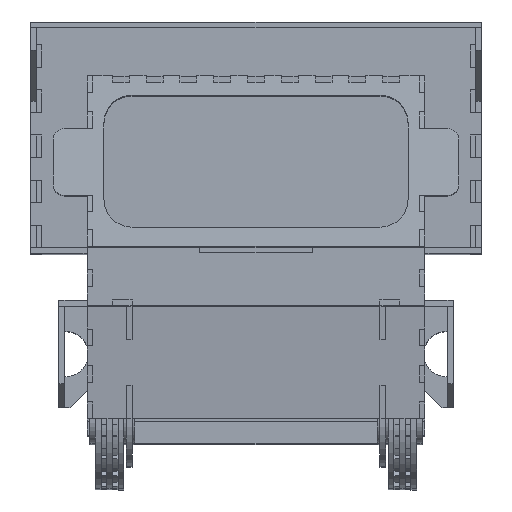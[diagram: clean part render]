
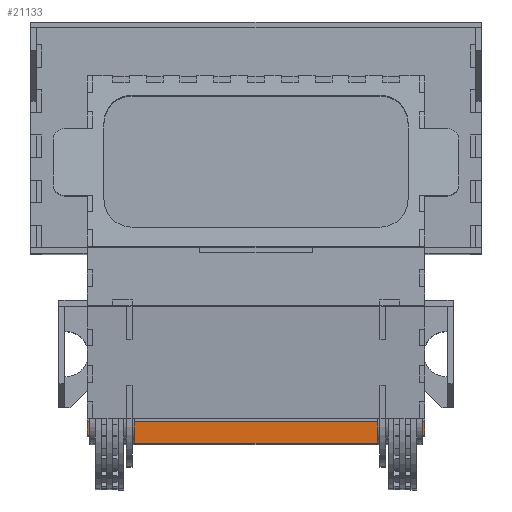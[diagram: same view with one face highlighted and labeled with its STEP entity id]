
A CAD part, top view. The second image highlights one B-rep face of the part: STEP entity #21133.
In plain terms, the highlighted planar face has unit normal (0, 0, 1).
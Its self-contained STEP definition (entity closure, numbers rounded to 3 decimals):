
#641 = DIRECTION ( 'NONE',  ( 0., 0., 1. ) ) ;
#1254 = DIRECTION ( 'NONE',  ( 0., 1., 0. ) ) ;
#3330 = CARTESIAN_POINT ( 'NONE',  ( 43., -8.944, 2. ) ) ;
#3612 = VERTEX_POINT ( 'NONE', #48759 ) ;
#3810 = EDGE_CURVE ( 'NONE', #42344, #13332, #49116, .T. ) ;
#3860 = ORIENTED_EDGE ( 'NONE', *, *, #35789, .T. ) ;
#3988 = EDGE_CURVE ( 'NONE', #17088, #33030, #56989, .T. ) ;
#4238 = DIRECTION ( 'NONE',  ( 0., -1., 0. ) ) ;
#5971 = CARTESIAN_POINT ( 'NONE',  ( 0., 0., 2. ) ) ;
#8952 = CARTESIAN_POINT ( 'NONE',  ( 43., 5.916, 2. ) ) ;
#9089 = CARTESIAN_POINT ( 'NONE',  ( 43., -5.916, 2. ) ) ;
#9268 = VECTOR ( 'NONE', #27385, 1000. ) ;
#9523 = VECTOR ( 'NONE', #58707, 1000. ) ;
#9753 = VECTOR ( 'NONE', #18621, 1000. ) ;
#10310 = EDGE_CURVE ( 'NONE', #57500, #17088, #53190, .T. ) ;
#10320 = CARTESIAN_POINT ( 'NONE',  ( 60., -5.916, 2. ) ) ;
#11274 = DIRECTION ( 'NONE',  ( -1., 0., 0. ) ) ;
#11715 = VECTOR ( 'NONE', #12141, 1000. ) ;
#12141 = DIRECTION ( 'NONE',  ( -1., 0., 0. ) ) ;
#13332 = VERTEX_POINT ( 'NONE', #48672 ) ;
#13801 = CARTESIAN_POINT ( 'NONE',  ( -43., -5.916, 2. ) ) ;
#15785 = VERTEX_POINT ( 'NONE', #23721 ) ;
#16494 = LINE ( 'NONE', #10320, #34804 ) ;
#16611 = VERTEX_POINT ( 'NONE', #18037 ) ;
#16916 = LINE ( 'NONE', #58519, #9523 ) ;
#17088 = VERTEX_POINT ( 'NONE', #49348 ) ;
#17371 = ORIENTED_EDGE ( 'NONE', *, *, #3810, .T. ) ;
#17960 = CARTESIAN_POINT ( 'NONE',  ( -43., 8.944, 2. ) ) ;
#18037 = CARTESIAN_POINT ( 'NONE',  ( 43., 8.944, 2. ) ) ;
#18621 = DIRECTION ( 'NONE',  ( 0., 1., 0. ) ) ;
#19565 = PLANE ( 'NONE',  #42806 ) ;
#21133 = ADVANCED_FACE ( 'NONE', ( #26164 ), #19565, .T. ) ;
#21159 = ORIENTED_EDGE ( 'NONE', *, *, #38437, .T. ) ;
#22983 = ORIENTED_EDGE ( 'NONE', *, *, #32072, .T. ) ;
#23471 = VECTOR ( 'NONE', #46822, 1000. ) ;
#23721 = CARTESIAN_POINT ( 'NONE',  ( 60., 5.916, 2. ) ) ;
#25177 = CARTESIAN_POINT ( 'NONE',  ( -43., -8.944, 2. ) ) ;
#26164 = FACE_OUTER_BOUND ( 'NONE', #31079, .T. ) ;
#27385 = DIRECTION ( 'NONE',  ( 0., -1., 0. ) ) ;
#28669 = VECTOR ( 'NONE', #4238, 1000. ) ;
#31079 = EDGE_LOOP ( 'NONE', ( #37161, #3860, #33310, #21159, #43874, #34348, #57462, #17371, #35745, #22983, #44777, #38997 ) ) ;
#32072 = EDGE_CURVE ( 'NONE', #41942, #15785, #16494, .T. ) ;
#32670 = DIRECTION ( 'NONE',  ( 0., -1., 0. ) ) ;
#33030 = VERTEX_POINT ( 'NONE', #39549 ) ;
#33310 = ORIENTED_EDGE ( 'NONE', *, *, #45366, .T. ) ;
#34348 = ORIENTED_EDGE ( 'NONE', *, *, #3988, .T. ) ;
#34804 = VECTOR ( 'NONE', #1254, 1000. ) ;
#34805 = CARTESIAN_POINT ( 'NONE',  ( 43., 8.944, 2. ) ) ;
#35102 = VERTEX_POINT ( 'NONE', #40951 ) ;
#35667 = LINE ( 'NONE', #41281, #9268 ) ;
#35745 = ORIENTED_EDGE ( 'NONE', *, *, #57824, .T. ) ;
#35789 = EDGE_CURVE ( 'NONE', #49611, #3612, #35667, .T. ) ;
#36868 = LINE ( 'NONE', #8952, #9753 ) ;
#37161 = ORIENTED_EDGE ( 'NONE', *, *, #40943, .T. ) ;
#37922 = LINE ( 'NONE', #34805, #43826 ) ;
#38437 = EDGE_CURVE ( 'NONE', #35102, #57500, #52103, .T. ) ;
#38997 = ORIENTED_EDGE ( 'NONE', *, *, #53504, .T. ) ;
#39549 = CARTESIAN_POINT ( 'NONE',  ( -43., -8.944, 2. ) ) ;
#40205 = CARTESIAN_POINT ( 'NONE',  ( 60., 5.916, 2. ) ) ;
#40943 = EDGE_CURVE ( 'NONE', #16611, #49611, #37922, .T. ) ;
#40951 = CARTESIAN_POINT ( 'NONE',  ( -60., 5.916, 2. ) ) ;
#41062 = LINE ( 'NONE', #25177, #45494 ) ;
#41281 = CARTESIAN_POINT ( 'NONE',  ( -43., 8.944, 2. ) ) ;
#41942 = VERTEX_POINT ( 'NONE', #53958 ) ;
#42344 = VERTEX_POINT ( 'NONE', #56750 ) ;
#42806 = AXIS2_PLACEMENT_3D ( 'NONE', #5971, #641, #52946 ) ;
#42811 = DIRECTION ( 'NONE',  ( 1., 0., 0. ) ) ;
#43644 = CARTESIAN_POINT ( 'NONE',  ( -60., -5.916, 2. ) ) ;
#43820 = DIRECTION ( 'NONE',  ( 1., 0., 0. ) ) ;
#43826 = VECTOR ( 'NONE', #11274, 1000. ) ;
#43874 = ORIENTED_EDGE ( 'NONE', *, *, #10310, .T. ) ;
#44777 = ORIENTED_EDGE ( 'NONE', *, *, #50230, .T. ) ;
#45265 = EDGE_CURVE ( 'NONE', #33030, #42344, #41062, .T. ) ;
#45366 = EDGE_CURVE ( 'NONE', #3612, #35102, #16916, .T. ) ;
#45494 = VECTOR ( 'NONE', #43820, 1000. ) ;
#46432 = CARTESIAN_POINT ( 'NONE',  ( 43., 5.916, 2. ) ) ;
#46822 = DIRECTION ( 'NONE',  ( 1., 0., 0. ) ) ;
#48108 = VECTOR ( 'NONE', #42811, 1000. ) ;
#48672 = CARTESIAN_POINT ( 'NONE',  ( 43., -5.916, 2. ) ) ;
#48759 = CARTESIAN_POINT ( 'NONE',  ( -43., 5.916, 2. ) ) ;
#49116 = LINE ( 'NONE', #3330, #58554 ) ;
#49348 = CARTESIAN_POINT ( 'NONE',  ( -43., -5.916, 2. ) ) ;
#49611 = VERTEX_POINT ( 'NONE', #17960 ) ;
#50230 = EDGE_CURVE ( 'NONE', #15785, #52202, #60767, .T. ) ;
#50537 = DIRECTION ( 'NONE',  ( 0., 1., 0. ) ) ;
#52103 = LINE ( 'NONE', #60584, #28669 ) ;
#52202 = VERTEX_POINT ( 'NONE', #46432 ) ;
#52946 = DIRECTION ( 'NONE',  ( 1., 0., 0. ) ) ;
#53190 = LINE ( 'NONE', #56514, #48108 ) ;
#53504 = EDGE_CURVE ( 'NONE', #52202, #16611, #36868, .T. ) ;
#53548 = LINE ( 'NONE', #9089, #23471 ) ;
#53958 = CARTESIAN_POINT ( 'NONE',  ( 60., -5.916, 2. ) ) ;
#54777 = VECTOR ( 'NONE', #32670, 1000. ) ;
#56514 = CARTESIAN_POINT ( 'NONE',  ( -60., -5.916, 2. ) ) ;
#56750 = CARTESIAN_POINT ( 'NONE',  ( 43., -8.944, 2. ) ) ;
#56989 = LINE ( 'NONE', #13801, #54777 ) ;
#57462 = ORIENTED_EDGE ( 'NONE', *, *, #45265, .T. ) ;
#57500 = VERTEX_POINT ( 'NONE', #43644 ) ;
#57824 = EDGE_CURVE ( 'NONE', #13332, #41942, #53548, .T. ) ;
#58519 = CARTESIAN_POINT ( 'NONE',  ( -43., 5.916, 2. ) ) ;
#58554 = VECTOR ( 'NONE', #50537, 1000. ) ;
#58707 = DIRECTION ( 'NONE',  ( -1., 0., 0. ) ) ;
#60584 = CARTESIAN_POINT ( 'NONE',  ( -60., 5.916, 2. ) ) ;
#60767 = LINE ( 'NONE', #40205, #11715 ) ;
